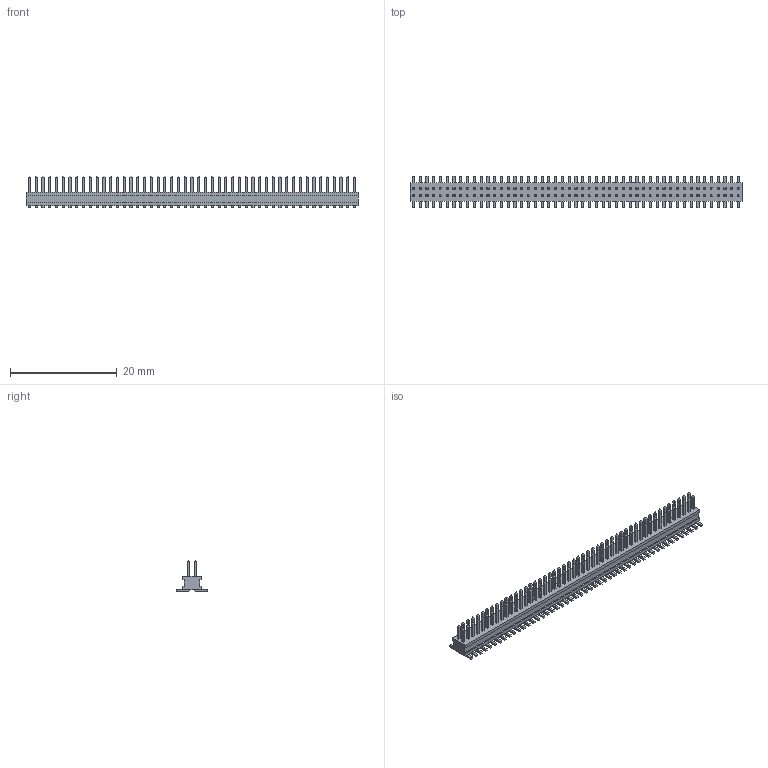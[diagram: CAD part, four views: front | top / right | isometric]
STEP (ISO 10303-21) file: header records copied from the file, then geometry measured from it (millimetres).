
FILE_DESCRIPTION(('FreeCAD Model'),'2;1');
FILE_NAME('Open CASCADE Shape Model','2025-01-12T21:39:56',(''),(''), 'Open CASCADE STEP processor 7.8','FreeCAD','Unknown');
FILE_SCHEMA(('AUTOMOTIVE_DESIGN { 1 0 10303 214 1 1 1 1 }'));
Length unit declared in the file: millimetre
Products named in the file (4): FTSH-149-01-L-DV; FTSH-149-01-L-DV_body; FTSH-149-01-L-DV_pins1; FTSH-149-01-L-DV_pins2
Assembly tree (3 placements, depth 2):
  FTSH-149-01-L-DV
    FTSH-149-01-L-DV_body
    FTSH-149-01-L-DV_pins1
    FTSH-149-01-L-DV_pins2
Bounding box: 62.23 x 5.84 x 5.97 mm (x, y, z)
Volume: 713.5 mm3; surface area: 2741 mm2
Topology: 3 solids, 3 shells, 1976 faces, 5518 edges, 3548 vertices
Faces by surface type: plane 1878, cylinder 98
Entity records: 62227 total; most frequent: CARTESIAN_POINT 11046, ORIENTED_EDGE 11036, DIRECTION 9674, EDGE_CURVE 5518, LINE 5322, VECTOR 5322, VERTEX_POINT 3548, AXIS2_PLACEMENT_3D 2176
